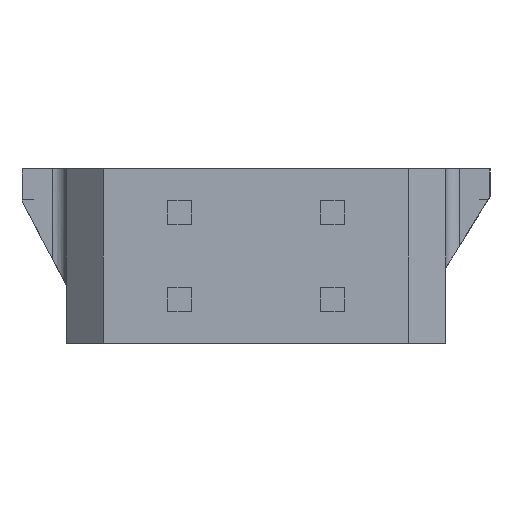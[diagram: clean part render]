
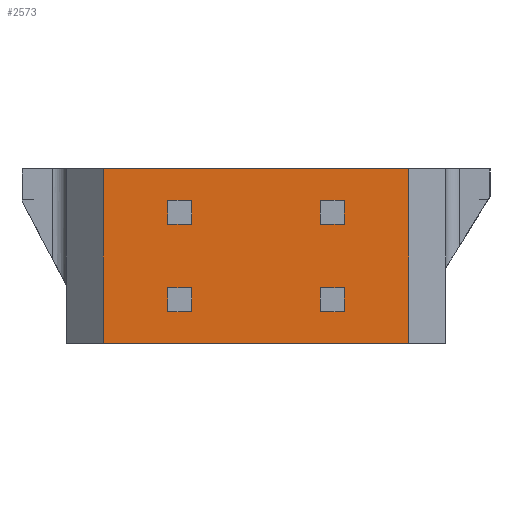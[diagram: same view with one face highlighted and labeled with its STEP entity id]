
A CAD part, left-side view. The second image highlights one B-rep face of the part: STEP entity #2573.
In plain terms, the highlighted planar face has unit normal (-1, 0, 0).
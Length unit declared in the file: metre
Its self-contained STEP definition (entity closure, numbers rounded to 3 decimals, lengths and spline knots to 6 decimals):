
#77=ORIENTED_EDGE('',*,*,#813,.T.);
#78=ORIENTED_EDGE('',*,*,#814,.T.);
#79=ORIENTED_EDGE('',*,*,#815,.F.);
#80=ORIENTED_EDGE('',*,*,#816,.F.);
#81=ORIENTED_EDGE('',*,*,#817,.F.);
#82=ORIENTED_EDGE('',*,*,#818,.T.);
#83=ORIENTED_EDGE('',*,*,#819,.T.);
#84=ORIENTED_EDGE('',*,*,#820,.F.);
#85=ORIENTED_EDGE('',*,*,#821,.F.);
#86=ORIENTED_EDGE('',*,*,#822,.T.);
#87=ORIENTED_EDGE('',*,*,#823,.T.);
#88=ORIENTED_EDGE('',*,*,#824,.F.);
#89=ORIENTED_EDGE('',*,*,#825,.F.);
#90=ORIENTED_EDGE('',*,*,#826,.T.);
#91=ORIENTED_EDGE('',*,*,#827,.T.);
#92=ORIENTED_EDGE('',*,*,#828,.F.);
#93=ORIENTED_EDGE('',*,*,#829,.F.);
#94=ORIENTED_EDGE('',*,*,#830,.T.);
#95=ORIENTED_EDGE('',*,*,#831,.T.);
#96=ORIENTED_EDGE('',*,*,#832,.F.);
#813=EDGE_CURVE('',#1181,#1182,#1431,.T.);
#814=EDGE_CURVE('',#1182,#1183,#1432,.T.);
#815=EDGE_CURVE('',#1184,#1183,#1433,.T.);
#816=EDGE_CURVE('',#1181,#1184,#1434,.T.);
#817=EDGE_CURVE('',#1185,#1186,#1435,.T.);
#818=EDGE_CURVE('',#1185,#1187,#1436,.T.);
#819=EDGE_CURVE('',#1187,#1188,#1437,.T.);
#820=EDGE_CURVE('',#1186,#1188,#1438,.T.);
#821=EDGE_CURVE('',#1189,#1190,#1439,.T.);
#822=EDGE_CURVE('',#1189,#1191,#1440,.T.);
#823=EDGE_CURVE('',#1191,#1192,#1441,.T.);
#824=EDGE_CURVE('',#1190,#1192,#1442,.T.);
#825=EDGE_CURVE('',#1193,#1194,#1443,.T.);
#826=EDGE_CURVE('',#1193,#1195,#1444,.T.);
#827=EDGE_CURVE('',#1195,#1196,#1445,.T.);
#828=EDGE_CURVE('',#1194,#1196,#1446,.T.);
#829=EDGE_CURVE('',#1197,#1198,#1447,.T.);
#830=EDGE_CURVE('',#1197,#1199,#1448,.T.);
#831=EDGE_CURVE('',#1199,#1200,#1449,.T.);
#832=EDGE_CURVE('',#1198,#1200,#1450,.T.);
#1181=VERTEX_POINT('',#3603);
#1182=VERTEX_POINT('',#3604);
#1183=VERTEX_POINT('',#3606);
#1184=VERTEX_POINT('',#3608);
#1185=VERTEX_POINT('',#3611);
#1186=VERTEX_POINT('',#3612);
#1187=VERTEX_POINT('',#3614);
#1188=VERTEX_POINT('',#3616);
#1189=VERTEX_POINT('',#3619);
#1190=VERTEX_POINT('',#3620);
#1191=VERTEX_POINT('',#3622);
#1192=VERTEX_POINT('',#3624);
#1193=VERTEX_POINT('',#3627);
#1194=VERTEX_POINT('',#3628);
#1195=VERTEX_POINT('',#3630);
#1196=VERTEX_POINT('',#3632);
#1197=VERTEX_POINT('',#3635);
#1198=VERTEX_POINT('',#3636);
#1199=VERTEX_POINT('',#3638);
#1200=VERTEX_POINT('',#3640);
#1431=LINE('',#3602,#1755);
#1432=LINE('',#3605,#1756);
#1433=LINE('',#3607,#1757);
#1434=LINE('',#3609,#1758);
#1435=LINE('',#3610,#1759);
#1436=LINE('',#3613,#1760);
#1437=LINE('',#3615,#1761);
#1438=LINE('',#3617,#1762);
#1439=LINE('',#3618,#1763);
#1440=LINE('',#3621,#1764);
#1441=LINE('',#3623,#1765);
#1442=LINE('',#3625,#1766);
#1443=LINE('',#3626,#1767);
#1444=LINE('',#3629,#1768);
#1445=LINE('',#3631,#1769);
#1446=LINE('',#3633,#1770);
#1447=LINE('',#3634,#1771);
#1448=LINE('',#3637,#1772);
#1449=LINE('',#3639,#1773);
#1450=LINE('',#3641,#1774);
#1755=VECTOR('',#2912,1.);
#1756=VECTOR('',#2913,1.);
#1757=VECTOR('',#2914,1.);
#1758=VECTOR('',#2915,1.);
#1759=VECTOR('',#2916,1.);
#1760=VECTOR('',#2917,1.);
#1761=VECTOR('',#2918,1.);
#1762=VECTOR('',#2919,1.);
#1763=VECTOR('',#2920,1.);
#1764=VECTOR('',#2921,1.);
#1765=VECTOR('',#2922,1.);
#1766=VECTOR('',#2923,1.);
#1767=VECTOR('',#2924,1.);
#1768=VECTOR('',#2925,1.);
#1769=VECTOR('',#2926,1.);
#1770=VECTOR('',#2927,1.);
#1771=VECTOR('',#2928,1.);
#1772=VECTOR('',#2929,1.);
#1773=VECTOR('',#2930,1.);
#1774=VECTOR('',#2931,1.);
#2079=EDGE_LOOP('',(#77,#78,#79,#80));
#2080=EDGE_LOOP('',(#81,#82,#83,#84));
#2081=EDGE_LOOP('',(#85,#86,#87,#88));
#2082=EDGE_LOOP('',(#89,#90,#91,#92));
#2083=EDGE_LOOP('',(#93,#94,#95,#96));
#2267=FACE_BOUND('',#2079,.T.);
#2268=FACE_BOUND('',#2080,.T.);
#2269=FACE_BOUND('',#2081,.T.);
#2270=FACE_BOUND('',#2082,.T.);
#2271=FACE_BOUND('',#2083,.T.);
#2455=PLANE('',#2725);
#2573=ADVANCED_FACE('',(#2267,#2268,#2269,#2270,#2271),#2455,.T.);
#2725=AXIS2_PLACEMENT_3D('',#3601,#2910,#2911);
#2910=DIRECTION('',(-1.,0.,0.));
#2911=DIRECTION('',(0.,-1.,0.));
#2912=DIRECTION('',(0.,0.,-1.));
#2913=DIRECTION('',(0.,-1.,0.));
#2914=DIRECTION('',(0.,0.,-1.));
#2915=DIRECTION('',(0.,-1.,0.));
#2916=DIRECTION('',(0.,1.,0.));
#2917=DIRECTION('',(0.,0.,-1.));
#2918=DIRECTION('',(0.,1.,0.));
#2919=DIRECTION('',(0.,0.,-1.));
#2920=DIRECTION('',(0.,0.,-1.));
#2921=DIRECTION('',(0.,-1.,0.));
#2922=DIRECTION('',(0.,0.,-1.));
#2923=DIRECTION('',(0.,-1.,0.));
#2924=DIRECTION('',(0.,1.,0.));
#2925=DIRECTION('',(0.,0.,-1.));
#2926=DIRECTION('',(0.,1.,0.));
#2927=DIRECTION('',(0.,0.,-1.));
#2928=DIRECTION('',(0.,1.,0.));
#2929=DIRECTION('',(0.,0.,-1.));
#2930=DIRECTION('',(0.,1.,0.));
#2931=DIRECTION('',(0.,0.,-1.));
#3601=CARTESIAN_POINT('',(-0.184923,0.164848,0.003002));
#3602=CARTESIAN_POINT('',(-0.184923,0.094252,0.003002));
#3603=CARTESIAN_POINT('',(-0.184923,0.094252,0.003));
#3604=CARTESIAN_POINT('',(-0.184923,0.094252,-0.048));
#3605=CARTESIAN_POINT('',(-0.184923,0.164848,-0.048));
#3606=CARTESIAN_POINT('',(-0.184923,0.004748,-0.048));
#3607=CARTESIAN_POINT('',(-0.184923,0.004748,0.003002));
#3608=CARTESIAN_POINT('',(-0.184923,0.004748,0.003));
#3609=CARTESIAN_POINT('',(-0.184923,0.164848,0.003));
#3610=CARTESIAN_POINT('',(-0.184923,0.071876,-0.00625));
#3611=CARTESIAN_POINT('',(-0.184923,0.068376,-0.00625));
#3612=CARTESIAN_POINT('',(-0.184923,0.075376,-0.00625));
#3613=CARTESIAN_POINT('',(-0.184923,0.068376,-0.00975));
#3614=CARTESIAN_POINT('',(-0.184923,0.068376,-0.01325));
#3615=CARTESIAN_POINT('',(-0.184923,0.071876,-0.01325));
#3616=CARTESIAN_POINT('',(-0.184923,0.075376,-0.01325));
#3617=CARTESIAN_POINT('',(-0.184923,0.075376,-0.00975));
#3618=CARTESIAN_POINT('',(-0.184923,0.075376,-0.03525));
#3619=CARTESIAN_POINT('',(-0.184923,0.075376,-0.03175));
#3620=CARTESIAN_POINT('',(-0.184923,0.075376,-0.03875));
#3621=CARTESIAN_POINT('',(-0.184923,0.071876,-0.03175));
#3622=CARTESIAN_POINT('',(-0.184923,0.068376,-0.03175));
#3623=CARTESIAN_POINT('',(-0.184923,0.068376,-0.03525));
#3624=CARTESIAN_POINT('',(-0.184923,0.068376,-0.03875));
#3625=CARTESIAN_POINT('',(-0.184923,0.071876,-0.03875));
#3626=CARTESIAN_POINT('',(-0.184923,0.027124,-0.03175));
#3627=CARTESIAN_POINT('',(-0.184923,0.023624,-0.03175));
#3628=CARTESIAN_POINT('',(-0.184923,0.030624,-0.03175));
#3629=CARTESIAN_POINT('',(-0.184923,0.023624,-0.03525));
#3630=CARTESIAN_POINT('',(-0.184923,0.023624,-0.03875));
#3631=CARTESIAN_POINT('',(-0.184923,0.027124,-0.03875));
#3632=CARTESIAN_POINT('',(-0.184923,0.030624,-0.03875));
#3633=CARTESIAN_POINT('',(-0.184923,0.030624,-0.03525));
#3634=CARTESIAN_POINT('',(-0.184923,0.027124,-0.00625));
#3635=CARTESIAN_POINT('',(-0.184923,0.023624,-0.00625));
#3636=CARTESIAN_POINT('',(-0.184923,0.030624,-0.00625));
#3637=CARTESIAN_POINT('',(-0.184923,0.023624,-0.00975));
#3638=CARTESIAN_POINT('',(-0.184923,0.023624,-0.01325));
#3639=CARTESIAN_POINT('',(-0.184923,0.027124,-0.01325));
#3640=CARTESIAN_POINT('',(-0.184923,0.030624,-0.01325));
#3641=CARTESIAN_POINT('',(-0.184923,0.030624,-0.00975));
